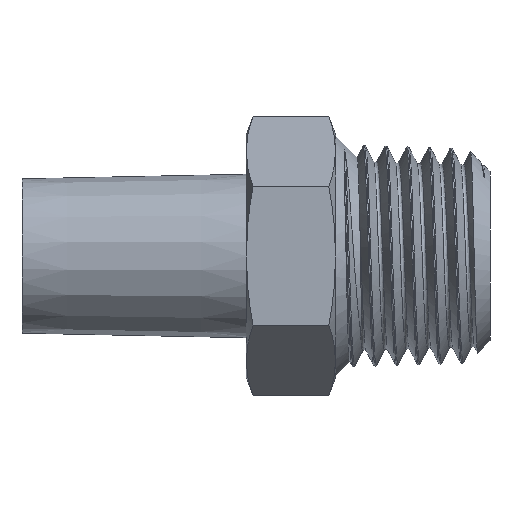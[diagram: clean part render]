
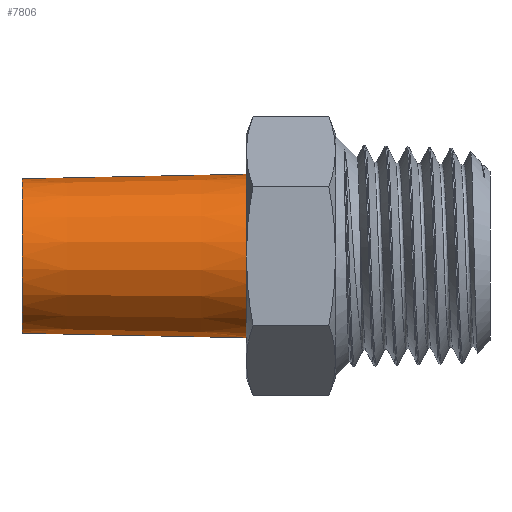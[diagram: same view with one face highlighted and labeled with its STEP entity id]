
A CAD part, left-side view. The second image highlights one B-rep face of the part: STEP entity #7806.
In plain terms, the highlighted conical face has half-angle 1.161 degrees and reference radius 5.05 mm.
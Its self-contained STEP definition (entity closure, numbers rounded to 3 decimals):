
#597 = LINE ( 'NONE', #4772, #5282 ) ;
#618 = ORIENTED_EDGE ( 'NONE', *, *, #2477, .F. ) ;
#850 = CARTESIAN_POINT ( 'NONE',  ( 0., 2., 5.03 ) ) ;
#1428 = AXIS2_PLACEMENT_3D ( 'NONE', #9207, #3980, #8287 ) ;
#1443 = VERTEX_POINT ( 'NONE', #3557 ) ;
#1794 = CARTESIAN_POINT ( 'NONE',  ( 0., 15.8, 0. ) ) ;
#2115 = DIRECTION ( 'NONE',  ( 0., 0., 1. ) ) ;
#2398 = AXIS2_PLACEMENT_3D ( 'NONE', #1794, #6739, #5305 ) ;
#2403 = EDGE_LOOP ( 'NONE', ( #5548, #8861, #4645, #618 ) ) ;
#2477 = EDGE_CURVE ( 'NONE', #8186, #1443, #8709, .T. ) ;
#2972 = VERTEX_POINT ( 'NONE', #3683 ) ;
#3557 = CARTESIAN_POINT ( 'NONE',  ( 0., 2., -5.03 ) ) ;
#3615 = VERTEX_POINT ( 'NONE', #7736 ) ;
#3683 = CARTESIAN_POINT ( 'NONE',  ( 0., 15.8, -4.75 ) ) ;
#3980 = DIRECTION ( 'NONE',  ( 0., -1., 0. ) ) ;
#4164 = CONICAL_SURFACE ( 'NONE', #1428, 5.05, 0.02 ) ;
#4496 = DIRECTION ( 'NONE',  ( 0., -1., 0.02 ) ) ;
#4645 = ORIENTED_EDGE ( 'NONE', *, *, #4685, .T. ) ;
#4685 = EDGE_CURVE ( 'NONE', #2972, #1443, #597, .T. ) ;
#4772 = CARTESIAN_POINT ( 'NONE',  ( 0., 1., -5.05 ) ) ;
#5282 = VECTOR ( 'NONE', #5474, 1000. ) ;
#5305 = DIRECTION ( 'NONE',  ( 0., 0., -1. ) ) ;
#5474 = DIRECTION ( 'NONE',  ( 0., -1., -0.02 ) ) ;
#5548 = ORIENTED_EDGE ( 'NONE', *, *, #6423, .F. ) ;
#5573 = CARTESIAN_POINT ( 'NONE',  ( 0., 2., 0. ) ) ;
#6021 = CARTESIAN_POINT ( 'NONE',  ( 0., 1., 5.05 ) ) ;
#6119 = AXIS2_PLACEMENT_3D ( 'NONE', #5573, #7903, #2115 ) ;
#6423 = EDGE_CURVE ( 'NONE', #3615, #8186, #7365, .T. ) ;
#6739 = DIRECTION ( 'NONE',  ( 0., -1., 0. ) ) ;
#7365 = LINE ( 'NONE', #6021, #9026 ) ;
#7615 = EDGE_CURVE ( 'NONE', #3615, #2972, #9045, .T. ) ;
#7736 = CARTESIAN_POINT ( 'NONE',  ( 0., 15.8, 4.75 ) ) ;
#7806 = ADVANCED_FACE ( 'NONE', ( #8358 ), #4164, .T. ) ;
#7903 = DIRECTION ( 'NONE',  ( 0., -1., 0. ) ) ;
#8186 = VERTEX_POINT ( 'NONE', #850 ) ;
#8287 = DIRECTION ( 'NONE',  ( 0., 0., -1. ) ) ;
#8358 = FACE_OUTER_BOUND ( 'NONE', #2403, .T. ) ;
#8709 = CIRCLE ( 'NONE', #6119, 5.03 ) ;
#8861 = ORIENTED_EDGE ( 'NONE', *, *, #7615, .T. ) ;
#9026 = VECTOR ( 'NONE', #4496, 1000. ) ;
#9045 = CIRCLE ( 'NONE', #2398, 4.75 ) ;
#9207 = CARTESIAN_POINT ( 'NONE',  ( 0., 1., 0. ) ) ;
